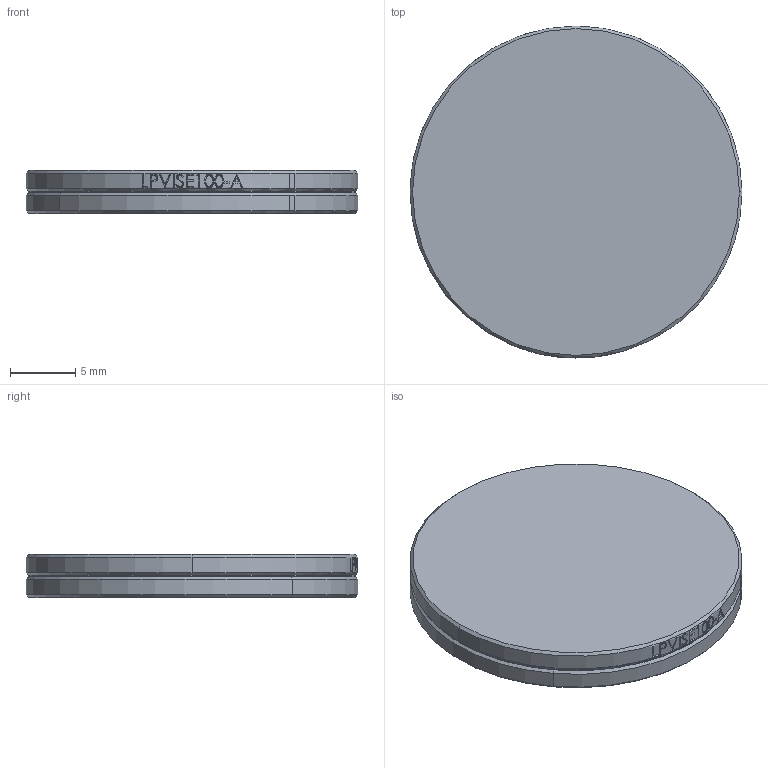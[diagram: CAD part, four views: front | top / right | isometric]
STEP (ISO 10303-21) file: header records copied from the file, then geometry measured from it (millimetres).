
FILE_DESCRIPTION (( 'STEP AP203' ), '1' );
FILE_NAME ('CTN002519-E0W.STEP', '2017-10-10T01:34:05', ( '' ), ( '' ), 'SwSTEP 2.0', 'SolidWorks 2016', '' );
FILE_SCHEMA (( 'CONFIG_CONTROL_DESIGN' ));
Length unit declared in the file: millimetre
Products named in the file (1): CTN002519-E0W
Bounding box: 25.4 x 25.4 x 3.3 mm (x, y, z)
Surface area: 2747.7 mm2 (no closed solid volume)
Topology: 0 solids, 3 shells, 124 faces, 354 edges, 234 vertices
Faces by surface type: bspline 47, plane 46, cylinder 23, cone 8
Entity records: 6858 total; most frequent: CARTESIAN_POINT 3982, ORIENTED_EDGE 630, DIRECTION 430, EDGE_CURVE 354, VERTEX_POINT 234, B_SPLINE_CURVE_WITH_KNOTS 167, AXIS2_PLACEMENT_3D 165, EDGE_LOOP 139
